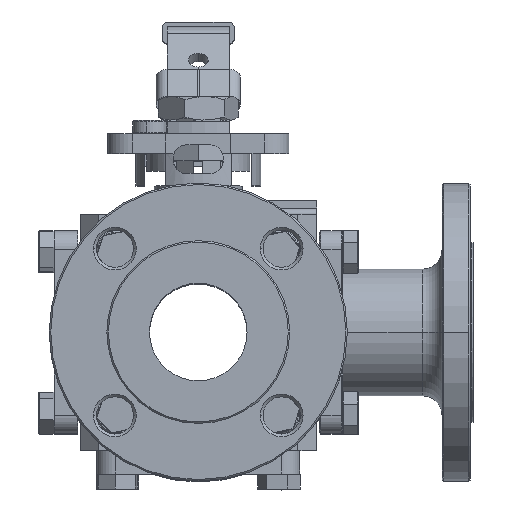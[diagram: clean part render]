
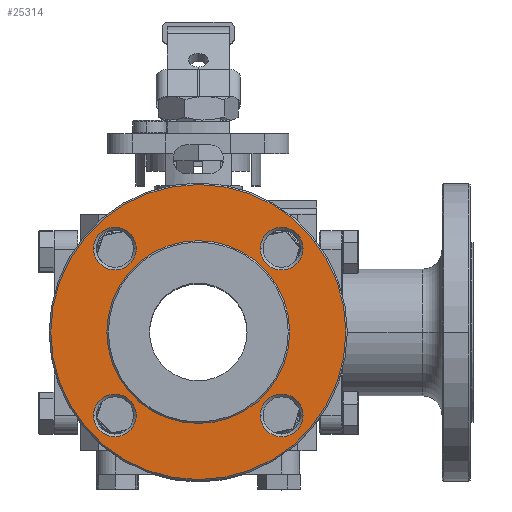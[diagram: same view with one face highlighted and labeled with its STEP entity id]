
A CAD part, top view. The second image highlights one B-rep face of the part: STEP entity #25314.
In plain terms, the highlighted planar face has unit normal (0, 0, 1).
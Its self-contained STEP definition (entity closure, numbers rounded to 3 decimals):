
#136 = DIRECTION ( 'NONE',  ( -1., 0., 0. ) ) ;
#697 = CARTESIAN_POINT ( 'NONE',  ( -42.647, 42.647, 138.354 ) ) ;
#1268 = CIRCLE ( 'NONE', #23962, 10.922 ) ;
#1334 = EDGE_CURVE ( 'NONE', #25760, #21267, #23839, .T. ) ;
#1722 = CIRCLE ( 'NONE', #11572, 46.736 ) ;
#1778 = ORIENTED_EDGE ( 'NONE', *, *, #11833, .T. ) ;
#1870 = VERTEX_POINT ( 'NONE', #3456 ) ;
#2521 = CIRCLE ( 'NONE', #25193, 10.922 ) ;
#2598 = ORIENTED_EDGE ( 'NONE', *, *, #4541, .T. ) ;
#2907 = AXIS2_PLACEMENT_3D ( 'NONE', #28293, #27689, #8701 ) ;
#3296 = DIRECTION ( 'NONE',  ( -1., 0., 0. ) ) ;
#3456 = CARTESIAN_POINT ( 'NONE',  ( -53.569, -42.647, 138.354 ) ) ;
#3837 = CARTESIAN_POINT ( 'NONE',  ( -31.725, -42.647, 138.354 ) ) ;
#4541 = EDGE_CURVE ( 'NONE', #21267, #25760, #1268, .T. ) ;
#4658 = EDGE_CURVE ( 'NONE', #6911, #7208, #1722, .T. ) ;
#4950 = DIRECTION ( 'NONE',  ( -1., 0., 0. ) ) ;
#5268 = CARTESIAN_POINT ( 'NONE',  ( 42.647, 42.647, 138.354 ) ) ;
#5934 = VERTEX_POINT ( 'NONE', #8867 ) ;
#5962 = CIRCLE ( 'NONE', #31107, 75.438 ) ;
#6159 = EDGE_CURVE ( 'NONE', #5934, #12683, #31723, .T. ) ;
#6402 = VERTEX_POINT ( 'NONE', #9940 ) ;
#6661 = DIRECTION ( 'NONE',  ( -1., 0., 0. ) ) ;
#6864 = CIRCLE ( 'NONE', #13022, 10.922 ) ;
#6911 = VERTEX_POINT ( 'NONE', #22704 ) ;
#6959 = FACE_BOUND ( 'NONE', #9781, .T. ) ;
#7208 = VERTEX_POINT ( 'NONE', #7889 ) ;
#7763 = DIRECTION ( 'NONE',  ( 0., 0., -1. ) ) ;
#7804 = EDGE_LOOP ( 'NONE', ( #1778, #30299 ) ) ;
#7889 = CARTESIAN_POINT ( 'NONE',  ( 46.736, 0., 138.354 ) ) ;
#8208 = CARTESIAN_POINT ( 'NONE',  ( 0., 0., 138.354 ) ) ;
#8701 = DIRECTION ( 'NONE',  ( -1., 0., 0. ) ) ;
#8867 = CARTESIAN_POINT ( 'NONE',  ( 31.725, -42.647, 138.354 ) ) ;
#9212 = FACE_BOUND ( 'NONE', #7804, .T. ) ;
#9559 = DIRECTION ( 'NONE',  ( 0., 0., 1. ) ) ;
#9781 = EDGE_LOOP ( 'NONE', ( #30795, #2598 ) ) ;
#9940 = CARTESIAN_POINT ( 'NONE',  ( -31.725, 42.647, 138.354 ) ) ;
#9973 = EDGE_CURVE ( 'NONE', #23653, #12126, #22231, .T. ) ;
#11572 = AXIS2_PLACEMENT_3D ( 'NONE', #28261, #15972, #22657 ) ;
#11828 = DIRECTION ( 'NONE',  ( -1., 0., 0. ) ) ;
#11833 = EDGE_CURVE ( 'NONE', #18828, #6402, #16181, .T. ) ;
#11983 = CARTESIAN_POINT ( 'NONE',  ( 53.569, -42.647, 138.354 ) ) ;
#12080 = AXIS2_PLACEMENT_3D ( 'NONE', #26508, #16319, #26184 ) ;
#12122 = ORIENTED_EDGE ( 'NONE', *, *, #9973, .T. ) ;
#12126 = VERTEX_POINT ( 'NONE', #19451 ) ;
#12615 = EDGE_CURVE ( 'NONE', #6402, #18828, #6864, .T. ) ;
#12619 = ORIENTED_EDGE ( 'NONE', *, *, #16378, .T. ) ;
#12683 = VERTEX_POINT ( 'NONE', #11983 ) ;
#12732 = DIRECTION ( 'NONE',  ( -1., 0., 0. ) ) ;
#13022 = AXIS2_PLACEMENT_3D ( 'NONE', #16916, #31302, #11828 ) ;
#13310 = DIRECTION ( 'NONE',  ( -1., 0., 0. ) ) ;
#14540 = EDGE_LOOP ( 'NONE', ( #17322, #21044 ) ) ;
#14654 = CIRCLE ( 'NONE', #26527, 46.736 ) ;
#15324 = DIRECTION ( 'NONE',  ( 0., 0., -1. ) ) ;
#15345 = DIRECTION ( 'NONE',  ( -1., 0., 0. ) ) ;
#15377 = CARTESIAN_POINT ( 'NONE',  ( 31.725, 42.647, 138.354 ) ) ;
#15972 = DIRECTION ( 'NONE',  ( 0., 0., -1. ) ) ;
#16005 = ORIENTED_EDGE ( 'NONE', *, *, #25328, .T. ) ;
#16031 = CARTESIAN_POINT ( 'NONE',  ( 0., 0., 138.354 ) ) ;
#16175 = ORIENTED_EDGE ( 'NONE', *, *, #28179, .T. ) ;
#16181 = CIRCLE ( 'NONE', #26514, 10.922 ) ;
#16267 = CARTESIAN_POINT ( 'NONE',  ( 0., 0., 138.354 ) ) ;
#16268 = EDGE_CURVE ( 'NONE', #12126, #23653, #5962, .T. ) ;
#16319 = DIRECTION ( 'NONE',  ( 0., 0., -1. ) ) ;
#16378 = EDGE_CURVE ( 'NONE', #7208, #6911, #14654, .T. ) ;
#16574 = AXIS2_PLACEMENT_3D ( 'NONE', #20479, #15324, #30136 ) ;
#16708 = FACE_OUTER_BOUND ( 'NONE', #22833, .T. ) ;
#16869 = FACE_BOUND ( 'NONE', #18679, .T. ) ;
#16916 = CARTESIAN_POINT ( 'NONE',  ( -42.647, 42.647, 138.354 ) ) ;
#16967 = DIRECTION ( 'NONE',  ( 0., 0., -1. ) ) ;
#17322 = ORIENTED_EDGE ( 'NONE', *, *, #6159, .T. ) ;
#17814 = DIRECTION ( 'NONE',  ( 0., 0., -1. ) ) ;
#18106 = CARTESIAN_POINT ( 'NONE',  ( -42.647, -42.647, 138.354 ) ) ;
#18363 = ORIENTED_EDGE ( 'NONE', *, *, #4658, .T. ) ;
#18666 = PLANE ( 'NONE',  #26728 ) ;
#18679 = EDGE_LOOP ( 'NONE', ( #12619, #18363 ) ) ;
#18828 = VERTEX_POINT ( 'NONE', #23787 ) ;
#18970 = FACE_BOUND ( 'NONE', #27773, .T. ) ;
#19451 = CARTESIAN_POINT ( 'NONE',  ( 75.438, 0., 138.354 ) ) ;
#20479 = CARTESIAN_POINT ( 'NONE',  ( 42.647, 42.647, 138.354 ) ) ;
#20710 = DIRECTION ( 'NONE',  ( 0., 0., -1. ) ) ;
#21044 = ORIENTED_EDGE ( 'NONE', *, *, #22172, .T. ) ;
#21267 = VERTEX_POINT ( 'NONE', #25758 ) ;
#21571 = DIRECTION ( 'NONE',  ( 0., 0., 1. ) ) ;
#21870 = CIRCLE ( 'NONE', #12080, 10.922 ) ;
#22091 = DIRECTION ( 'NONE',  ( 0., 0., 1. ) ) ;
#22172 = EDGE_CURVE ( 'NONE', #12683, #5934, #21870, .T. ) ;
#22231 = CIRCLE ( 'NONE', #26889, 75.438 ) ;
#22657 = DIRECTION ( 'NONE',  ( -1., 0., 0. ) ) ;
#22704 = CARTESIAN_POINT ( 'NONE',  ( -46.736, 0., 138.354 ) ) ;
#22833 = EDGE_LOOP ( 'NONE', ( #29193, #12122 ) ) ;
#23653 = VERTEX_POINT ( 'NONE', #29252 ) ;
#23787 = CARTESIAN_POINT ( 'NONE',  ( -53.569, 42.647, 138.354 ) ) ;
#23839 = CIRCLE ( 'NONE', #16574, 10.922 ) ;
#23962 = AXIS2_PLACEMENT_3D ( 'NONE', #5268, #16967, #4950 ) ;
#24362 = VERTEX_POINT ( 'NONE', #3837 ) ;
#24492 = CARTESIAN_POINT ( 'NONE',  ( -42.647, -42.647, 138.354 ) ) ;
#25193 = AXIS2_PLACEMENT_3D ( 'NONE', #24492, #7763, #12732 ) ;
#25314 = ADVANCED_FACE ( 'NONE', ( #28801, #6959, #9212, #18970, #16869, #16708 ), #18666, .T. ) ;
#25328 = EDGE_CURVE ( 'NONE', #1870, #24362, #2521, .T. ) ;
#25758 = CARTESIAN_POINT ( 'NONE',  ( 53.569, 42.647, 138.354 ) ) ;
#25760 = VERTEX_POINT ( 'NONE', #15377 ) ;
#26184 = DIRECTION ( 'NONE',  ( -1., 0., 0. ) ) ;
#26403 = AXIS2_PLACEMENT_3D ( 'NONE', #18106, #20710, #3296 ) ;
#26508 = CARTESIAN_POINT ( 'NONE',  ( 42.647, -42.647, 138.354 ) ) ;
#26514 = AXIS2_PLACEMENT_3D ( 'NONE', #697, #30474, #15345 ) ;
#26527 = AXIS2_PLACEMENT_3D ( 'NONE', #8208, #17814, #13310 ) ;
#26728 = AXIS2_PLACEMENT_3D ( 'NONE', #27046, #22091, #136 ) ;
#26889 = AXIS2_PLACEMENT_3D ( 'NONE', #16267, #9559, #6661 ) ;
#27046 = CARTESIAN_POINT ( 'NONE',  ( 0., 0., 138.354 ) ) ;
#27689 = DIRECTION ( 'NONE',  ( 0., 0., -1. ) ) ;
#27773 = EDGE_LOOP ( 'NONE', ( #16005, #16175 ) ) ;
#27936 = CIRCLE ( 'NONE', #26403, 10.922 ) ;
#28179 = EDGE_CURVE ( 'NONE', #24362, #1870, #27936, .T. ) ;
#28261 = CARTESIAN_POINT ( 'NONE',  ( 0., 0., 138.354 ) ) ;
#28293 = CARTESIAN_POINT ( 'NONE',  ( 42.647, -42.647, 138.354 ) ) ;
#28472 = DIRECTION ( 'NONE',  ( -1., 0., 0. ) ) ;
#28801 = FACE_BOUND ( 'NONE', #14540, .T. ) ;
#29193 = ORIENTED_EDGE ( 'NONE', *, *, #16268, .T. ) ;
#29252 = CARTESIAN_POINT ( 'NONE',  ( -75.438, 0., 138.354 ) ) ;
#30136 = DIRECTION ( 'NONE',  ( -1., 0., 0. ) ) ;
#30299 = ORIENTED_EDGE ( 'NONE', *, *, #12615, .T. ) ;
#30474 = DIRECTION ( 'NONE',  ( 0., 0., -1. ) ) ;
#30795 = ORIENTED_EDGE ( 'NONE', *, *, #1334, .T. ) ;
#31107 = AXIS2_PLACEMENT_3D ( 'NONE', #16031, #21571, #28472 ) ;
#31302 = DIRECTION ( 'NONE',  ( 0., 0., -1. ) ) ;
#31723 = CIRCLE ( 'NONE', #2907, 10.922 ) ;
